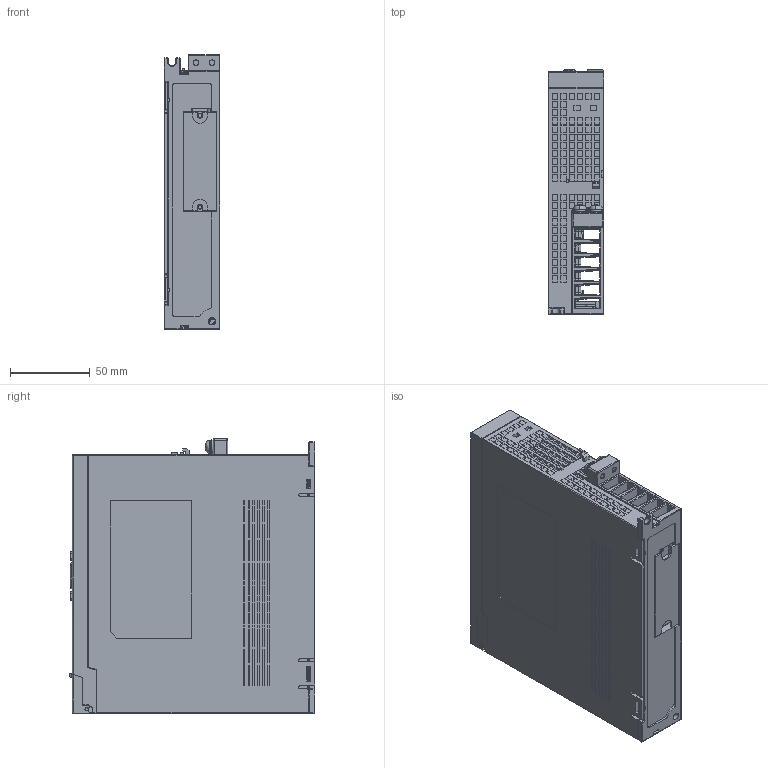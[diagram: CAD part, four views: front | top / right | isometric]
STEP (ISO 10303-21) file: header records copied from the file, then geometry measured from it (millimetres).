
FILE_DESCRIPTION((''),'2;1');
FILE_NAME('X5-400-20201009_EB_ASM','2022-06-10T',('kjl'),(''),'CREO PARAMETRIC BY PTC INC, 2014350','CREO PARAMETRIC BY PTC INC, 2014350','');
FILE_SCHEMA(('CONFIG_CONTROL_DESIGN'));
Products named in the file (1): X5-400-20201009_EB_ASM
Bounding box: 35 x 154 x 172 mm (x, y, z)
Surface area: 162176.7 mm2 (no closed solid volume)
Topology: 0 solids, 4 shells, 3542 faces, 9382 edges, 5974 vertices
Faces by surface type: plane 2584, cylinder 707, bspline 105, sphere 85, torus 37, cone 12, extrusion 7, revolution 5
Entity records: 120611 total; most frequent: CARTESIAN_POINT 33606, ORIENTED_EDGE 18566, DIRECTION 16873, EDGE_CURVE 9286, VECTOR 7570, LINE 7563, VERTEX_POINT 5974, AXIS2_PLACEMENT_3D 4649
